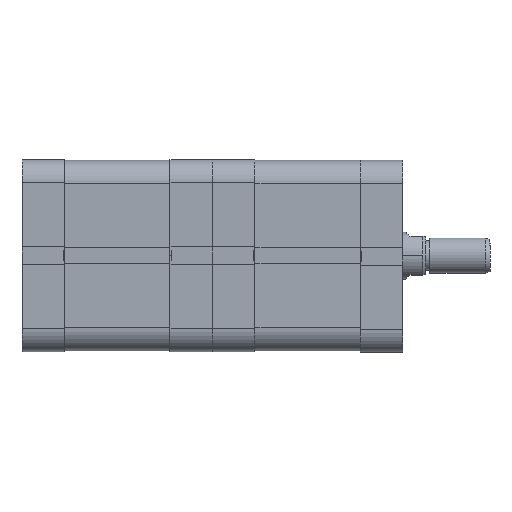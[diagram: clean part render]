
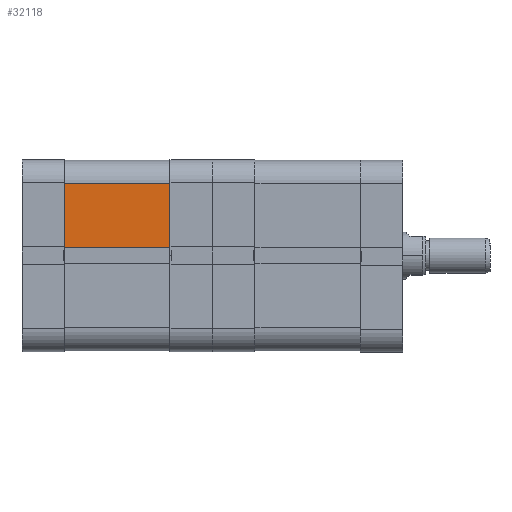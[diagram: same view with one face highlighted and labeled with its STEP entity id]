
A CAD part, front view. The second image highlights one B-rep face of the part: STEP entity #32118.
In plain terms, the highlighted planar face has unit normal (0, -1, 0).
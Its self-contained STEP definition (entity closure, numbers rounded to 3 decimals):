
#1556 = PLANE ( 'NONE',  #31929 ) ;
#2150 = ORIENTED_EDGE ( 'NONE', *, *, #30647, .F. ) ;
#3705 = VERTEX_POINT ( 'NONE', #30860 ) ;
#5807 = ORIENTED_EDGE ( 'NONE', *, *, #10793, .T. ) ;
#8337 = CARTESIAN_POINT ( 'NONE',  ( 36., -32.5, 24.5 ) ) ;
#8676 = LINE ( 'NONE', #8337, #11517 ) ;
#9589 = CARTESIAN_POINT ( 'NONE',  ( 36., -32.5, -32.5 ) ) ;
#10793 = EDGE_CURVE ( 'NONE', #25053, #15927, #8676, .T. ) ;
#11034 = VERTEX_POINT ( 'NONE', #30611 ) ;
#11133 = EDGE_CURVE ( 'NONE', #11034, #3705, #15554, .T. ) ;
#11517 = VECTOR ( 'NONE', #18985, 1000. ) ;
#12209 = DIRECTION ( 'NONE',  ( 0., 0., -1. ) ) ;
#12942 = DIRECTION ( 'NONE',  ( -1., 0., 0. ) ) ;
#15554 = LINE ( 'NONE', #20813, #33265 ) ;
#15927 = VERTEX_POINT ( 'NONE', #31218 ) ;
#16315 = CARTESIAN_POINT ( 'NONE',  ( 36., -32.5, 24.5 ) ) ;
#17796 = CARTESIAN_POINT ( 'NONE',  ( 0., -32.5, -32.5 ) ) ;
#18985 = DIRECTION ( 'NONE',  ( -1., 0., 0. ) ) ;
#20467 = LINE ( 'NONE', #20632, #22394 ) ;
#20632 = CARTESIAN_POINT ( 'NONE',  ( 36., -32.5, -32.5 ) ) ;
#20813 = CARTESIAN_POINT ( 'NONE',  ( 36.001, -32.5, 2.8 ) ) ;
#22394 = VECTOR ( 'NONE', #31283, 1000. ) ;
#22702 = LINE ( 'NONE', #17796, #28534 ) ;
#25053 = VERTEX_POINT ( 'NONE', #16315 ) ;
#25484 = FACE_OUTER_BOUND ( 'NONE', #32814, .T. ) ;
#27882 = ORIENTED_EDGE ( 'NONE', *, *, #11133, .F. ) ;
#27931 = DIRECTION ( 'NONE',  ( 0., 1., 0. ) ) ;
#28534 = VECTOR ( 'NONE', #12209, 1000. ) ;
#29857 = EDGE_CURVE ( 'NONE', #15927, #3705, #22702, .T. ) ;
#30611 = CARTESIAN_POINT ( 'NONE',  ( 36., -32.5, 2.8 ) ) ;
#30647 = EDGE_CURVE ( 'NONE', #25053, #11034, #20467, .T. ) ;
#30729 = DIRECTION ( 'NONE',  ( 0., 0., 1. ) ) ;
#30860 = CARTESIAN_POINT ( 'NONE',  ( 0., -32.5, 2.8 ) ) ;
#31218 = CARTESIAN_POINT ( 'NONE',  ( 0., -32.5, 24.5 ) ) ;
#31283 = DIRECTION ( 'NONE',  ( 0., 0., -1. ) ) ;
#31929 = AXIS2_PLACEMENT_3D ( 'NONE', #9589, #27931, #30729 ) ;
#32059 = ORIENTED_EDGE ( 'NONE', *, *, #29857, .T. ) ;
#32118 = ADVANCED_FACE ( 'NONE', ( #25484 ), #1556, .F. ) ;
#32814 = EDGE_LOOP ( 'NONE', ( #32059, #27882, #2150, #5807 ) ) ;
#33265 = VECTOR ( 'NONE', #12942, 1000. ) ;
